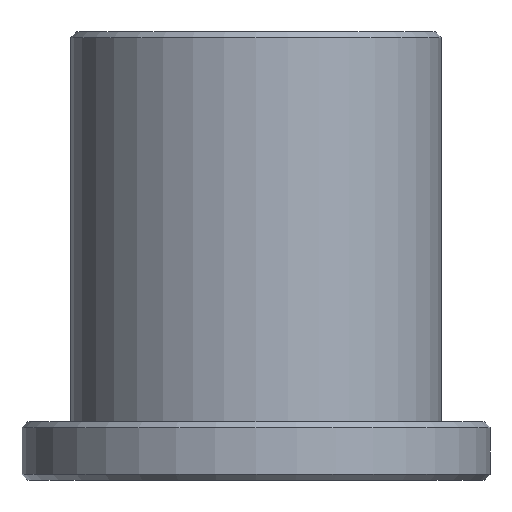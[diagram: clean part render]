
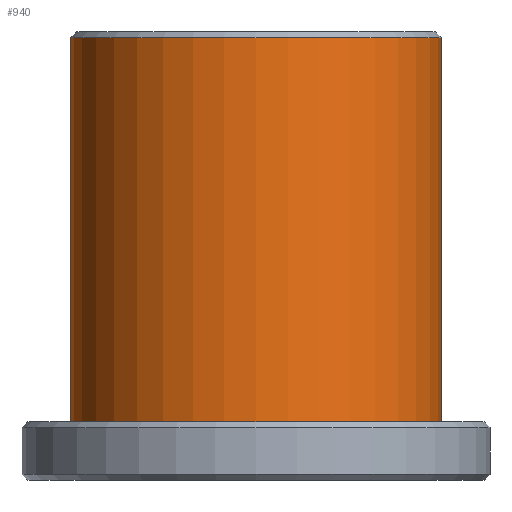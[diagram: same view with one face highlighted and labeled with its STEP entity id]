
A CAD part, front view. The second image highlights one B-rep face of the part: STEP entity #940.
In plain terms, the highlighted cylindrical face has radius 9.5 mm (diameter 19 mm), a partial arc.
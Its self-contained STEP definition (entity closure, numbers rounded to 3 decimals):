
#21 = CARTESIAN_POINT ( 'NONE',  ( 9.5, 0., 3. ) ) ;
#30 = LINE ( 'NONE', #230, #581 ) ;
#35 = DIRECTION ( 'NONE',  ( 0., 0., -1. ) ) ;
#93 = LINE ( 'NONE', #693, #421 ) ;
#115 = AXIS2_PLACEMENT_3D ( 'NONE', #1030, #359, #1140 ) ;
#121 = DIRECTION ( 'NONE',  ( -1., 0., 0. ) ) ;
#136 = ORIENTED_EDGE ( 'NONE', *, *, #416, .F. ) ;
#138 = DIRECTION ( 'NONE',  ( 0., 0., -1. ) ) ;
#165 = EDGE_CURVE ( 'NONE', #953, #653, #30, .T. ) ;
#210 = AXIS2_PLACEMENT_3D ( 'NONE', #369, #35, #258 ) ;
#216 = DIRECTION ( 'NONE',  ( 0., 0., -1. ) ) ;
#222 = CARTESIAN_POINT ( 'NONE',  ( 0., 0., 3. ) ) ;
#230 = CARTESIAN_POINT ( 'NONE',  ( 9.5, 0., 23. ) ) ;
#231 = CIRCLE ( 'NONE', #531, 9.5 ) ;
#258 = DIRECTION ( 'NONE',  ( -1., 0., 0. ) ) ;
#359 = DIRECTION ( 'NONE',  ( 0., 0., -1. ) ) ;
#369 = CARTESIAN_POINT ( 'NONE',  ( 0., 0., 23. ) ) ;
#404 = CARTESIAN_POINT ( 'NONE',  ( -9.5, 0., 3. ) ) ;
#416 = EDGE_CURVE ( 'NONE', #653, #1125, #231, .T. ) ;
#421 = VECTOR ( 'NONE', #967, 1000. ) ;
#484 = CARTESIAN_POINT ( 'NONE',  ( 9.5, 0., 22.7 ) ) ;
#503 = ORIENTED_EDGE ( 'NONE', *, *, #165, .F. ) ;
#531 = AXIS2_PLACEMENT_3D ( 'NONE', #222, #138, #121 ) ;
#533 = CYLINDRICAL_SURFACE ( 'NONE', #210, 9.5 ) ;
#536 = CIRCLE ( 'NONE', #115, 9.5 ) ;
#557 = EDGE_CURVE ( 'NONE', #872, #1125, #93, .T. ) ;
#581 = VECTOR ( 'NONE', #216, 1000. ) ;
#653 = VERTEX_POINT ( 'NONE', #21 ) ;
#693 = CARTESIAN_POINT ( 'NONE',  ( -9.5, 0., 23. ) ) ;
#872 = VERTEX_POINT ( 'NONE', #1142 ) ;
#940 = ADVANCED_FACE ( 'NONE', ( #1428 ), #533, .T. ) ;
#953 = VERTEX_POINT ( 'NONE', #484 ) ;
#967 = DIRECTION ( 'NONE',  ( 0., 0., -1. ) ) ;
#997 = ORIENTED_EDGE ( 'NONE', *, *, #557, .T. ) ;
#1000 = EDGE_LOOP ( 'NONE', ( #503, #1107, #997, #136 ) ) ;
#1030 = CARTESIAN_POINT ( 'NONE',  ( 0., 0., 22.7 ) ) ;
#1107 = ORIENTED_EDGE ( 'NONE', *, *, #1286, .T. ) ;
#1125 = VERTEX_POINT ( 'NONE', #404 ) ;
#1140 = DIRECTION ( 'NONE',  ( 1., 0., 0. ) ) ;
#1142 = CARTESIAN_POINT ( 'NONE',  ( -9.5, 0., 22.7 ) ) ;
#1286 = EDGE_CURVE ( 'NONE', #953, #872, #536, .T. ) ;
#1428 = FACE_OUTER_BOUND ( 'NONE', #1000, .T. ) ;
